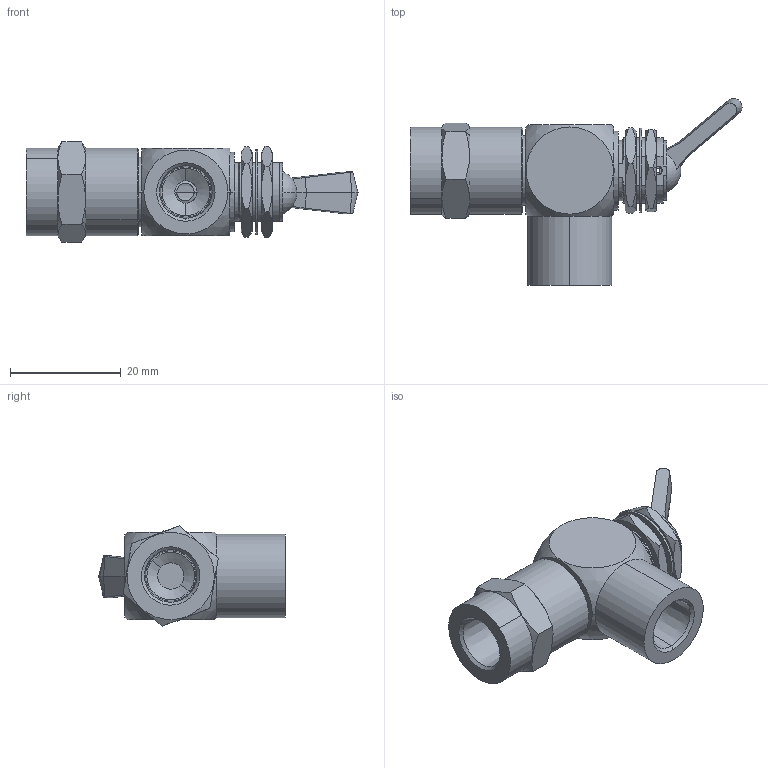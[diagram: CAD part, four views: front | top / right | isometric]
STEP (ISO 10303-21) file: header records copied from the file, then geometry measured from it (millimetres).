
FILE_DESCRIPTION (( 'STEP AP214' ), '1' );
FILE_NAME ('GVP-3C1F-TD.step', '2018-10-25T18:23:41', ( '' ), ( '' ), 'SwSTEP 2.0', 'SolidWorks 2018', '' );
FILE_SCHEMA (( 'AUTOMOTIVE_DESIGN' ));
Length unit declared in the file: inch
Products named in the file (1): GVP-3C1F-TD
Bounding box: 59.96 x 33.7 x 18.07 mm (x, y, z)
Volume: 8518.7 mm3; surface area: 8666.3 mm2
Topology: 8 solids, 8 shells, 324 faces, 840 edges, 532 vertices
Faces by surface type: cylinder 134, plane 119, cone 65, sphere 4, bspline 2
Entity records: 15406 total; most frequent: CARTESIAN_POINT 3097, DIRECTION 1676, ORIENTED_EDGE 1666, EDGE_CURVE 833, AXIS2_PLACEMENT_3D 645, VERTEX_POINT 529, VECTOR 386, LINE 386
